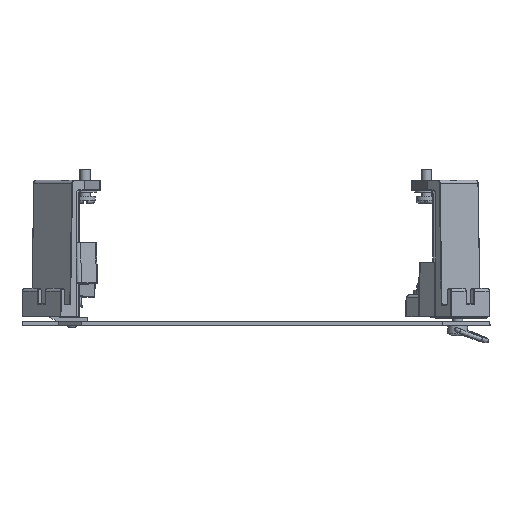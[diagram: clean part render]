
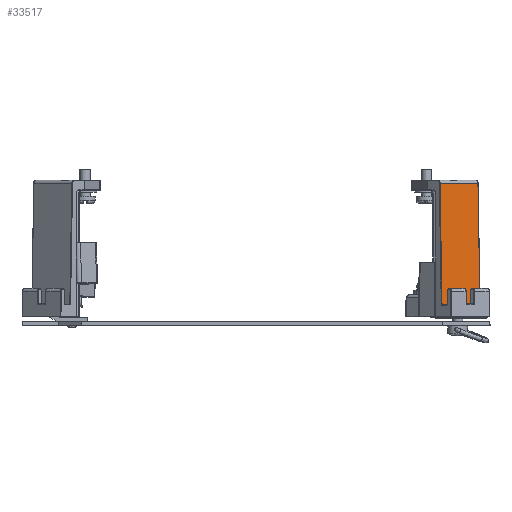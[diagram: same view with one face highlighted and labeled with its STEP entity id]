
A CAD part, front view. The second image highlights one B-rep face of the part: STEP entity #33517.
In plain terms, the highlighted planar face has unit normal (0.707, -0.707, 0.023).
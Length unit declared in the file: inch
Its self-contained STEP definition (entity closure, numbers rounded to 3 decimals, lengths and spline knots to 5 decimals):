
#442 = LINE ( 'NONE', #13602, #26848 ) ;
#844 = DIRECTION ( 'NONE',  ( 0.707, -0.707, 0.023 ) ) ;
#5806 = CARTESIAN_POINT ( 'NONE',  ( 3.71447, -3.71498, -0.5 ) ) ;
#6347 = EDGE_CURVE ( 'NONE', #36965, #17012, #37623, .T. ) ;
#8761 = CARTESIAN_POINT ( 'NONE',  ( 4.06207, -3.36961, -0.55861 ) ) ;
#8937 = DIRECTION ( 'NONE',  ( -0.016, 0.016, 1. ) ) ;
#9719 = AXIS2_PLACEMENT_3D ( 'NONE', #5806, #844, #14860 ) ;
#10990 = ORIENTED_EDGE ( 'NONE', *, *, #40669, .T. ) ;
#12395 = ORIENTED_EDGE ( 'NONE', *, *, #56980, .T. ) ;
#13602 = CARTESIAN_POINT ( 'NONE',  ( 4.0611, -3.36865, -0.5 ) ) ;
#13716 = VECTOR ( 'NONE', #39015, 39.37008 ) ;
#14860 = DIRECTION ( 'NONE',  ( -0.016, 0.016, 1. ) ) ;
#15198 = VERTEX_POINT ( 'NONE', #8761 ) ;
#16083 = EDGE_CURVE ( 'NONE', #18597, #15198, #442, .T. ) ;
#17012 = VERTEX_POINT ( 'NONE', #46876 ) ;
#17400 = LINE ( 'NONE', #57431, #13716 ) ;
#17431 = CARTESIAN_POINT ( 'NONE',  ( 3.71543, -3.71595, -0.55861 ) ) ;
#18597 = VERTEX_POINT ( 'NONE', #28807 ) ;
#25667 = EDGE_LOOP ( 'NONE', ( #10990, #49134, #12395, #28102 ) ) ;
#26848 = VECTOR ( 'NONE', #8937, 39.37008 ) ;
#28102 = ORIENTED_EDGE ( 'NONE', *, *, #16083, .T. ) ;
#28807 = CARTESIAN_POINT ( 'NONE',  ( 4.09832, -3.4059, -2.768 ) ) ;
#30102 = CARTESIAN_POINT ( 'NONE',  ( 3.3688, -4.06228, -0.55861 ) ) ;
#33517 = ADVANCED_FACE ( 'NONE', ( #48494 ), #42038, .T. ) ;
#36965 = VERTEX_POINT ( 'NONE', #30102 ) ;
#37623 = LINE ( 'NONE', #42032, #42090 ) ;
#39015 = DIRECTION ( 'NONE',  ( 0.707, 0.707, 0. ) ) ;
#40669 = EDGE_CURVE ( 'NONE', #15198, #36965, #43739, .T. ) ;
#42032 = CARTESIAN_POINT ( 'NONE',  ( 3.36784, -4.06132, -0.5 ) ) ;
#42038 = PLANE ( 'NONE',  #9719 ) ;
#42090 = VECTOR ( 'NONE', #55441, 39.37008 ) ;
#43739 = LINE ( 'NONE', #17431, #53991 ) ;
#46876 = CARTESIAN_POINT ( 'NONE',  ( 3.40506, -4.09856, -2.768 ) ) ;
#48494 = FACE_OUTER_BOUND ( 'NONE', #25667, .T. ) ;
#49134 = ORIENTED_EDGE ( 'NONE', *, *, #6347, .T. ) ;
#53084 = DIRECTION ( 'NONE',  ( -0.707, -0.707, 0. ) ) ;
#53991 = VECTOR ( 'NONE', #53084, 39.37008 ) ;
#55441 = DIRECTION ( 'NONE',  ( 0.016, -0.016, -1. ) ) ;
#56980 = EDGE_CURVE ( 'NONE', #17012, #18597, #17400, .T. ) ;
#57431 = CARTESIAN_POINT ( 'NONE',  ( 3.75169, -3.75223, -2.768 ) ) ;
